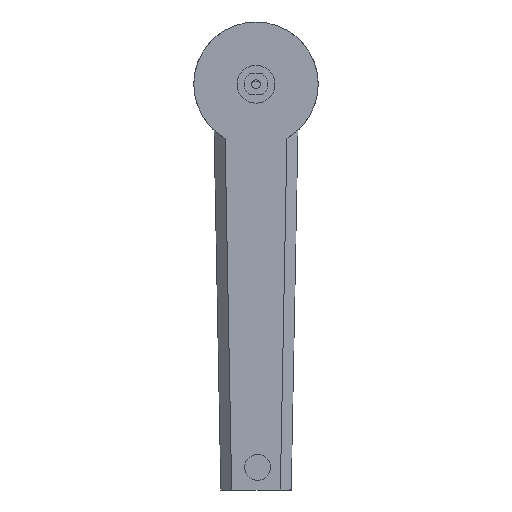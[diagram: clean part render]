
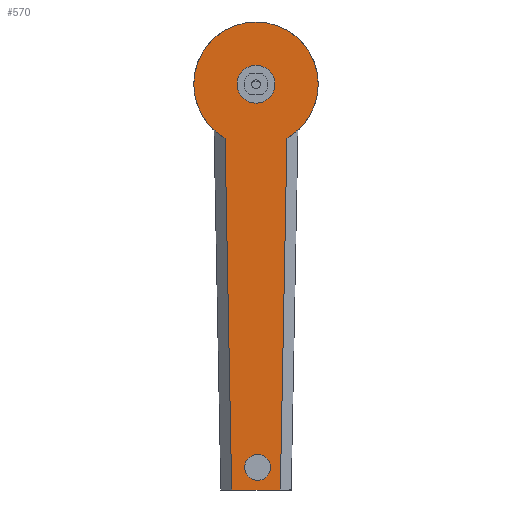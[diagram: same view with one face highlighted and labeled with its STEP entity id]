
A CAD part, front view. The second image highlights one B-rep face of the part: STEP entity #570.
In plain terms, the highlighted planar face has unit normal (0, -1, 0).
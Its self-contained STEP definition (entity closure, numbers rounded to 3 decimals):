
#47 = CARTESIAN_POINT ( 'NONE',  ( 1.476, 0., -366.088 ) ) ;
#50 = DIRECTION ( 'NONE',  ( 0., 0., 1. ) ) ;
#51 = AXIS2_PLACEMENT_3D ( 'NONE', #929, #226, #50 ) ;
#96 = DIRECTION ( 'NONE',  ( 0., 0., -1. ) ) ;
#111 = EDGE_CURVE ( 'NONE', #391, #113, #691, .T. ) ;
#113 = VERTEX_POINT ( 'NONE', #945 ) ;
#114 = VERTEX_POINT ( 'NONE', #857 ) ;
#124 = ORIENTED_EDGE ( 'NONE', *, *, #618, .F. ) ;
#127 = EDGE_CURVE ( 'NONE', #385, #841, #400, .T. ) ;
#154 = EDGE_LOOP ( 'NONE', ( #124, #1106 ) ) ;
#157 = CARTESIAN_POINT ( 'NONE',  ( -28.567, 0., -49.902 ) ) ;
#191 = CARTESIAN_POINT ( 'NONE',  ( 0., 0., -17.5 ) ) ;
#224 = ORIENTED_EDGE ( 'NONE', *, *, #111, .T. ) ;
#226 = DIRECTION ( 'NONE',  ( 0., -1., 0. ) ) ;
#241 = LINE ( 'NONE', #1006, #1036 ) ;
#260 = CARTESIAN_POINT ( 'NONE',  ( 0., 0., 0. ) ) ;
#262 = EDGE_CURVE ( 'NONE', #552, #311, #354, .T. ) ;
#264 = CARTESIAN_POINT ( 'NONE',  ( 1.476, 0., -342.088 ) ) ;
#298 = AXIS2_PLACEMENT_3D ( 'NONE', #456, #790, #957 ) ;
#311 = VERTEX_POINT ( 'NONE', #264 ) ;
#347 = VECTOR ( 'NONE', #435, 1000. ) ;
#354 = CIRCLE ( 'NONE', #1078, 12. ) ;
#385 = VERTEX_POINT ( 'NONE', #191 ) ;
#391 = VERTEX_POINT ( 'NONE', #703 ) ;
#400 = CIRCLE ( 'NONE', #794, 17.5 ) ;
#408 = EDGE_CURVE ( 'NONE', #823, #114, #679, .T. ) ;
#435 = DIRECTION ( 'NONE',  ( 0.019, 0., -1. ) ) ;
#456 = CARTESIAN_POINT ( 'NONE',  ( 0., 0., 0. ) ) ;
#490 = DIRECTION ( 'NONE',  ( 0., 1., 0. ) ) ;
#497 = AXIS2_PLACEMENT_3D ( 'NONE', #260, #536, #96 ) ;
#501 = EDGE_CURVE ( 'NONE', #823, #391, #697, .T. ) ;
#522 = CARTESIAN_POINT ( 'NONE',  ( 1.476, 0., -354.088 ) ) ;
#524 = DIRECTION ( 'NONE',  ( 0., 0., 1. ) ) ;
#536 = DIRECTION ( 'NONE',  ( 0., -1., 0. ) ) ;
#539 = DIRECTION ( 'NONE',  ( 0., 0., 1. ) ) ;
#552 = VERTEX_POINT ( 'NONE', #47 ) ;
#563 = ORIENTED_EDGE ( 'NONE', *, *, #408, .F. ) ;
#568 = ORIENTED_EDGE ( 'NONE', *, *, #687, .F. ) ;
#570 = ADVANCED_FACE ( 'NONE', ( #1097, #582, #609 ), #950, .F. ) ;
#582 = FACE_BOUND ( 'NONE', #1073, .T. ) ;
#604 = DIRECTION ( 'NONE',  ( 1., 0., 0. ) ) ;
#609 = FACE_OUTER_BOUND ( 'NONE', #812, .T. ) ;
#618 = EDGE_CURVE ( 'NONE', #311, #552, #891, .T. ) ;
#679 = CIRCLE ( 'NONE', #298, 57.5 ) ;
#687 = EDGE_CURVE ( 'NONE', #841, #385, #805, .T. ) ;
#691 = LINE ( 'NONE', #1031, #707 ) ;
#697 = LINE ( 'NONE', #1037, #347 ) ;
#703 = CARTESIAN_POINT ( 'NONE',  ( -22.498, 0., -375. ) ) ;
#707 = VECTOR ( 'NONE', #604, 1000. ) ;
#722 = DIRECTION ( 'NONE',  ( 0., 0., -1. ) ) ;
#746 = EDGE_CURVE ( 'NONE', #113, #114, #241, .T. ) ;
#770 = CARTESIAN_POINT ( 'NONE',  ( 0., 0., 17.5 ) ) ;
#790 = DIRECTION ( 'NONE',  ( 0., 1., 0. ) ) ;
#794 = AXIS2_PLACEMENT_3D ( 'NONE', #1123, #1059, #722 ) ;
#805 = CIRCLE ( 'NONE', #497, 17.5 ) ;
#812 = EDGE_LOOP ( 'NONE', ( #563, #1086, #224, #1116 ) ) ;
#823 = VERTEX_POINT ( 'NONE', #157 ) ;
#841 = VERTEX_POINT ( 'NONE', #770 ) ;
#857 = CARTESIAN_POINT ( 'NONE',  ( 28.567, 0., -49.902 ) ) ;
#891 = CIRCLE ( 'NONE', #51, 12. ) ;
#924 = CARTESIAN_POINT ( 'NONE',  ( 0., 0., 0. ) ) ;
#929 = CARTESIAN_POINT ( 'NONE',  ( 1.476, 0., -354.088 ) ) ;
#945 = CARTESIAN_POINT ( 'NONE',  ( 22.498, 0., -375. ) ) ;
#950 = PLANE ( 'NONE',  #1090 ) ;
#957 = DIRECTION ( 'NONE',  ( 0., 0., 1. ) ) ;
#990 = ORIENTED_EDGE ( 'NONE', *, *, #127, .F. ) ;
#1006 = CARTESIAN_POINT ( 'NONE',  ( 28.708, 0., -42.335 ) ) ;
#1031 = CARTESIAN_POINT ( 'NONE',  ( 32.5, 0., -375. ) ) ;
#1036 = VECTOR ( 'NONE', #1110, 1000. ) ;
#1037 = CARTESIAN_POINT ( 'NONE',  ( -22.502, 0., -374.813 ) ) ;
#1041 = DIRECTION ( 'NONE',  ( 0., -1., 0. ) ) ;
#1059 = DIRECTION ( 'NONE',  ( 0., -1., 0. ) ) ;
#1073 = EDGE_LOOP ( 'NONE', ( #568, #990 ) ) ;
#1078 = AXIS2_PLACEMENT_3D ( 'NONE', #522, #1041, #539 ) ;
#1086 = ORIENTED_EDGE ( 'NONE', *, *, #501, .T. ) ;
#1090 = AXIS2_PLACEMENT_3D ( 'NONE', #924, #490, #524 ) ;
#1097 = FACE_BOUND ( 'NONE', #154, .T. ) ;
#1106 = ORIENTED_EDGE ( 'NONE', *, *, #262, .F. ) ;
#1110 = DIRECTION ( 'NONE',  ( 0.019, 0., 1. ) ) ;
#1116 = ORIENTED_EDGE ( 'NONE', *, *, #746, .T. ) ;
#1123 = CARTESIAN_POINT ( 'NONE',  ( 0., 0., 0. ) ) ;
